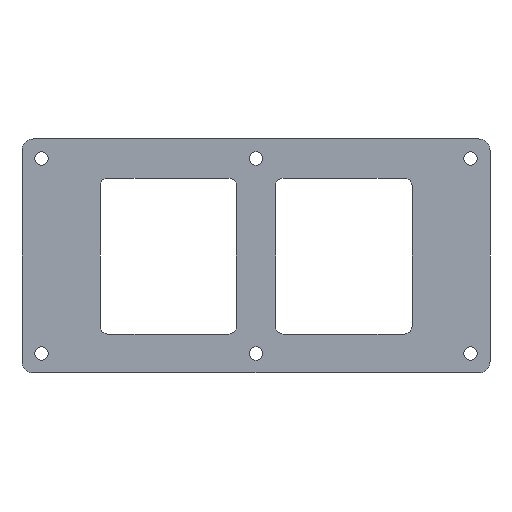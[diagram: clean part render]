
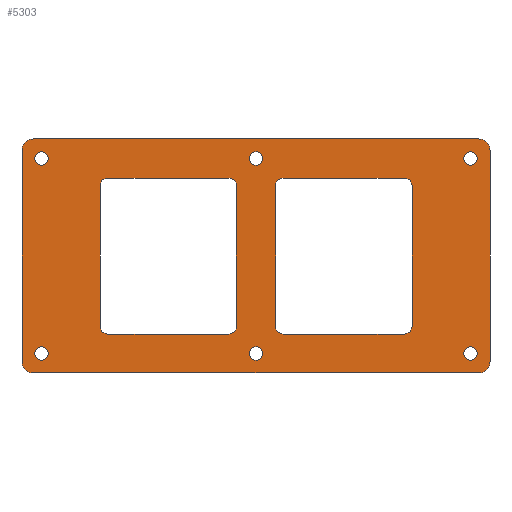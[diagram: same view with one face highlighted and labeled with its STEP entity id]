
A CAD part, front view. The second image highlights one B-rep face of the part: STEP entity #5303.
In plain terms, the highlighted planar face has unit normal (0, -1, 0).
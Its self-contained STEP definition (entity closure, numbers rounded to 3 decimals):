
#63=CIRCLE('',#5442,2.);
#64=CIRCLE('',#5445,2.);
#65=CIRCLE('',#5448,2.);
#66=CIRCLE('',#5451,2.);
#67=CIRCLE('',#5454,2.);
#68=CIRCLE('',#5457,2.);
#69=CIRCLE('',#5460,2.);
#70=CIRCLE('',#5463,2.);
#83=CIRCLE('',#5496,3.);
#84=CIRCLE('',#5499,3.);
#85=CIRCLE('',#5501,3.);
#86=CIRCLE('',#5502,3.);
#87=CIRCLE('',#5503,1.75);
#88=CIRCLE('',#5504,1.75);
#89=CIRCLE('',#5505,1.75);
#90=CIRCLE('',#5506,1.75);
#91=CIRCLE('',#5507,1.75);
#92=CIRCLE('',#5508,1.75);
#274=FACE_BOUND('',#879,.T.);
#275=FACE_BOUND('',#880,.T.);
#276=FACE_BOUND('',#881,.T.);
#277=FACE_BOUND('',#882,.T.);
#278=FACE_BOUND('',#883,.T.);
#279=FACE_BOUND('',#884,.T.);
#280=FACE_BOUND('',#885,.T.);
#281=FACE_BOUND('',#886,.T.);
#558=FACE_OUTER_BOUND('',#878,.T.);
#878=EDGE_LOOP('',(#4844,#4845,#4846,#4847,#4848,#4849,#4850,#4851));
#879=EDGE_LOOP('',(#4852,#4853,#4854,#4855,#4856,#4857,#4858,#4859));
#880=EDGE_LOOP('',(#4860,#4861,#4862,#4863,#4864,#4865,#4866,#4867));
#881=EDGE_LOOP('',(#4868));
#882=EDGE_LOOP('',(#4869));
#883=EDGE_LOOP('',(#4870));
#884=EDGE_LOOP('',(#4871));
#885=EDGE_LOOP('',(#4872));
#886=EDGE_LOOP('',(#4873));
#1578=LINE('',#10287,#2007);
#1581=LINE('',#10295,#2010);
#1584=LINE('',#10303,#2013);
#1586=LINE('',#10309,#2015);
#1590=LINE('',#10319,#2019);
#1593=LINE('',#10327,#2022);
#1596=LINE('',#10335,#2025);
#1598=LINE('',#10341,#2027);
#1608=LINE('',#10395,#2037);
#1612=LINE('',#10404,#2041);
#1614=LINE('',#10411,#2043);
#1615=LINE('',#10415,#2044);
#2007=VECTOR('',#6135,10.);
#2010=VECTOR('',#6144,10.);
#2013=VECTOR('',#6153,10.);
#2015=VECTOR('',#6161,10.);
#2019=VECTOR('',#6171,10.);
#2022=VECTOR('',#6180,10.);
#2025=VECTOR('',#6189,10.);
#2027=VECTOR('',#6197,10.);
#2037=VECTOR('',#6267,10.);
#2041=VECTOR('',#6277,10.);
#2043=VECTOR('',#6285,10.);
#2044=VECTOR('',#6288,10.);
#2532=VERTEX_POINT('',#10279);
#2533=VERTEX_POINT('',#10281);
#2534=VERTEX_POINT('',#10285);
#2535=VERTEX_POINT('',#10289);
#2536=VERTEX_POINT('',#10291);
#2537=VERTEX_POINT('',#10297);
#2538=VERTEX_POINT('',#10299);
#2539=VERTEX_POINT('',#10305);
#2540=VERTEX_POINT('',#10311);
#2541=VERTEX_POINT('',#10313);
#2542=VERTEX_POINT('',#10317);
#2543=VERTEX_POINT('',#10321);
#2544=VERTEX_POINT('',#10323);
#2545=VERTEX_POINT('',#10329);
#2546=VERTEX_POINT('',#10331);
#2547=VERTEX_POINT('',#10337);
#2560=VERTEX_POINT('',#10392);
#2561=VERTEX_POINT('',#10394);
#2562=VERTEX_POINT('',#10398);
#2563=VERTEX_POINT('',#10402);
#2564=VERTEX_POINT('',#10406);
#2565=VERTEX_POINT('',#10410);
#2566=VERTEX_POINT('',#10412);
#2567=VERTEX_POINT('',#10414);
#2568=VERTEX_POINT('',#10417);
#2569=VERTEX_POINT('',#10419);
#2570=VERTEX_POINT('',#10421);
#2571=VERTEX_POINT('',#10423);
#2572=VERTEX_POINT('',#10425);
#2573=VERTEX_POINT('',#10427);
#3275=EDGE_CURVE('',#2532,#2533,#63,.T.);
#3278=EDGE_CURVE('',#2532,#2534,#1578,.T.);
#3280=EDGE_CURVE('',#2535,#2536,#64,.T.);
#3282=EDGE_CURVE('',#2535,#2533,#1581,.T.);
#3284=EDGE_CURVE('',#2537,#2538,#65,.T.);
#3286=EDGE_CURVE('',#2537,#2536,#1584,.T.);
#3288=EDGE_CURVE('',#2539,#2534,#66,.T.);
#3289=EDGE_CURVE('',#2539,#2538,#1586,.T.);
#3291=EDGE_CURVE('',#2540,#2541,#67,.T.);
#3294=EDGE_CURVE('',#2540,#2542,#1590,.T.);
#3296=EDGE_CURVE('',#2543,#2544,#68,.T.);
#3298=EDGE_CURVE('',#2543,#2541,#1593,.T.);
#3300=EDGE_CURVE('',#2545,#2546,#69,.T.);
#3302=EDGE_CURVE('',#2545,#2544,#1596,.T.);
#3304=EDGE_CURVE('',#2547,#2542,#70,.T.);
#3305=EDGE_CURVE('',#2547,#2546,#1598,.T.);
#3327=EDGE_CURVE('',#2560,#2561,#1608,.T.);
#3330=EDGE_CURVE('',#2562,#2560,#83,.T.);
#3332=EDGE_CURVE('',#2563,#2562,#1612,.T.);
#3334=EDGE_CURVE('',#2564,#2563,#84,.T.);
#3335=EDGE_CURVE('',#2565,#2564,#1614,.T.);
#3336=EDGE_CURVE('',#2566,#2565,#85,.T.);
#3337=EDGE_CURVE('',#2567,#2566,#1615,.T.);
#3338=EDGE_CURVE('',#2561,#2567,#86,.T.);
#3339=EDGE_CURVE('',#2568,#2568,#87,.T.);
#3340=EDGE_CURVE('',#2569,#2569,#88,.T.);
#3341=EDGE_CURVE('',#2570,#2570,#89,.T.);
#3342=EDGE_CURVE('',#2571,#2571,#90,.T.);
#3343=EDGE_CURVE('',#2572,#2572,#91,.T.);
#3344=EDGE_CURVE('',#2573,#2573,#92,.T.);
#4844=ORIENTED_EDGE('',*,*,#3334,.F.);
#4845=ORIENTED_EDGE('',*,*,#3335,.F.);
#4846=ORIENTED_EDGE('',*,*,#3336,.F.);
#4847=ORIENTED_EDGE('',*,*,#3337,.F.);
#4848=ORIENTED_EDGE('',*,*,#3338,.F.);
#4849=ORIENTED_EDGE('',*,*,#3327,.F.);
#4850=ORIENTED_EDGE('',*,*,#3330,.F.);
#4851=ORIENTED_EDGE('',*,*,#3332,.F.);
#4852=ORIENTED_EDGE('',*,*,#3302,.T.);
#4853=ORIENTED_EDGE('',*,*,#3296,.F.);
#4854=ORIENTED_EDGE('',*,*,#3298,.T.);
#4855=ORIENTED_EDGE('',*,*,#3291,.F.);
#4856=ORIENTED_EDGE('',*,*,#3294,.T.);
#4857=ORIENTED_EDGE('',*,*,#3304,.F.);
#4858=ORIENTED_EDGE('',*,*,#3305,.T.);
#4859=ORIENTED_EDGE('',*,*,#3300,.F.);
#4860=ORIENTED_EDGE('',*,*,#3286,.T.);
#4861=ORIENTED_EDGE('',*,*,#3280,.F.);
#4862=ORIENTED_EDGE('',*,*,#3282,.T.);
#4863=ORIENTED_EDGE('',*,*,#3275,.F.);
#4864=ORIENTED_EDGE('',*,*,#3278,.T.);
#4865=ORIENTED_EDGE('',*,*,#3288,.F.);
#4866=ORIENTED_EDGE('',*,*,#3289,.T.);
#4867=ORIENTED_EDGE('',*,*,#3284,.F.);
#4868=ORIENTED_EDGE('',*,*,#3339,.F.);
#4869=ORIENTED_EDGE('',*,*,#3340,.F.);
#4870=ORIENTED_EDGE('',*,*,#3341,.F.);
#4871=ORIENTED_EDGE('',*,*,#3342,.F.);
#4872=ORIENTED_EDGE('',*,*,#3343,.F.);
#4873=ORIENTED_EDGE('',*,*,#3344,.F.);
#5024=PLANE('',#5500);
#5303=ADVANCED_FACE('',(#558,#274,#275,#276,#277,#278,#279,#280,#281),#5024,
 .F.);
#5442=AXIS2_PLACEMENT_3D('',#10282,#6129,#6130);
#5445=AXIS2_PLACEMENT_3D('',#10292,#6139,#6140);
#5448=AXIS2_PLACEMENT_3D('',#10300,#6148,#6149);
#5451=AXIS2_PLACEMENT_3D('',#10307,#6157,#6158);
#5454=AXIS2_PLACEMENT_3D('',#10314,#6165,#6166);
#5457=AXIS2_PLACEMENT_3D('',#10324,#6175,#6176);
#5460=AXIS2_PLACEMENT_3D('',#10332,#6184,#6185);
#5463=AXIS2_PLACEMENT_3D('',#10339,#6193,#6194);
#5496=AXIS2_PLACEMENT_3D('',#10400,#6272,#6273);
#5499=AXIS2_PLACEMENT_3D('',#10408,#6281,#6282);
#5500=AXIS2_PLACEMENT_3D('',#10409,#6283,#6284);
#5501=AXIS2_PLACEMENT_3D('',#10413,#6286,#6287);
#5502=AXIS2_PLACEMENT_3D('',#10416,#6289,#6290);
#5503=AXIS2_PLACEMENT_3D('',#10418,#6291,#6292);
#5504=AXIS2_PLACEMENT_3D('',#10420,#6293,#6294);
#5505=AXIS2_PLACEMENT_3D('',#10422,#6295,#6296);
#5506=AXIS2_PLACEMENT_3D('',#10424,#6297,#6298);
#5507=AXIS2_PLACEMENT_3D('',#10426,#6299,#6300);
#5508=AXIS2_PLACEMENT_3D('',#10428,#6301,#6302);
#6129=DIRECTION('center_axis',(0.,-1.,0.));
#6130=DIRECTION('ref_axis',(0.707,0.,0.707));
#6135=DIRECTION('',(0.,0.,-1.));
#6139=DIRECTION('center_axis',(0.,-1.,0.));
#6140=DIRECTION('ref_axis',(-0.707,0.,0.707));
#6144=DIRECTION('',(1.,0.,0.));
#6148=DIRECTION('center_axis',(0.,-1.,0.));
#6149=DIRECTION('ref_axis',(-0.707,0.,-0.707));
#6153=DIRECTION('',(0.,0.,1.));
#6157=DIRECTION('center_axis',(0.,-1.,0.));
#6158=DIRECTION('ref_axis',(0.707,0.,-0.707));
#6161=DIRECTION('',(-1.,0.,0.));
#6165=DIRECTION('center_axis',(0.,-1.,0.));
#6166=DIRECTION('ref_axis',(-0.707,0.,0.707));
#6171=DIRECTION('',(1.,0.,0.));
#6175=DIRECTION('center_axis',(0.,-1.,0.));
#6176=DIRECTION('ref_axis',(-0.707,0.,-0.707));
#6180=DIRECTION('',(0.,0.,1.));
#6184=DIRECTION('center_axis',(0.,-1.,0.));
#6185=DIRECTION('ref_axis',(0.707,0.,-0.707));
#6189=DIRECTION('',(-1.,0.,0.));
#6193=DIRECTION('center_axis',(0.,-1.,0.));
#6194=DIRECTION('ref_axis',(0.707,0.,0.707));
#6197=DIRECTION('',(0.,0.,-1.));
#6267=DIRECTION('',(-1.,0.,0.));
#6272=DIRECTION('center_axis',(0.,1.,0.));
#6273=DIRECTION('ref_axis',(0.707,0.,-0.707));
#6277=DIRECTION('',(0.,0.,-1.));
#6281=DIRECTION('center_axis',(0.,1.,0.));
#6282=DIRECTION('ref_axis',(0.707,0.,0.707));
#6283=DIRECTION('center_axis',(0.,1.,0.));
#6284=DIRECTION('ref_axis',(1.,0.,0.));
#6285=DIRECTION('',(1.,0.,0.));
#6286=DIRECTION('center_axis',(0.,1.,0.));
#6287=DIRECTION('ref_axis',(-0.707,0.,0.707));
#6288=DIRECTION('',(0.,0.,1.));
#6289=DIRECTION('center_axis',(0.,1.,0.));
#6290=DIRECTION('ref_axis',(-0.707,0.,-0.707));
#6291=DIRECTION('center_axis',(0.,-1.,0.));
#6292=DIRECTION('ref_axis',(1.,0.,0.));
#6293=DIRECTION('center_axis',(0.,-1.,0.));
#6294=DIRECTION('ref_axis',(1.,0.,0.));
#6295=DIRECTION('center_axis',(0.,-1.,0.));
#6296=DIRECTION('ref_axis',(1.,0.,0.));
#6297=DIRECTION('center_axis',(0.,-1.,0.));
#6298=DIRECTION('ref_axis',(1.,0.,0.));
#6299=DIRECTION('center_axis',(0.,-1.,0.));
#6300=DIRECTION('ref_axis',(1.,0.,0.));
#6301=DIRECTION('center_axis',(0.,-1.,0.));
#6302=DIRECTION('ref_axis',(1.,0.,0.));
#10279=CARTESIAN_POINT('',(55.,0.,-12.));
#10281=CARTESIAN_POINT('',(53.,0.,-10.));
#10282=CARTESIAN_POINT('Origin',(53.,0.,-12.));
#10285=CARTESIAN_POINT('',(55.,0.,-48.));
#10287=CARTESIAN_POINT('',(55.,0.,-40.));
#10289=CARTESIAN_POINT('',(22.,0.,-10.));
#10291=CARTESIAN_POINT('',(20.,0.,-12.));
#10292=CARTESIAN_POINT('Origin',(22.,0.,-12.));
#10295=CARTESIAN_POINT('',(57.5,0.,-10.));
#10297=CARTESIAN_POINT('',(20.,0.,-48.));
#10299=CARTESIAN_POINT('',(22.,0.,-50.));
#10300=CARTESIAN_POINT('Origin',(22.,0.,-48.));
#10303=CARTESIAN_POINT('',(20.,0.,-20.));
#10305=CARTESIAN_POINT('',(53.,0.,-50.));
#10307=CARTESIAN_POINT('Origin',(53.,0.,-48.));
#10309=CARTESIAN_POINT('',(40.,0.,-50.));
#10311=CARTESIAN_POINT('',(67.,0.,-10.));
#10313=CARTESIAN_POINT('',(65.,0.,-12.));
#10314=CARTESIAN_POINT('Origin',(67.,0.,-12.));
#10317=CARTESIAN_POINT('',(98.,0.,-10.));
#10319=CARTESIAN_POINT('',(80.,0.,-10.));
#10321=CARTESIAN_POINT('',(65.,0.,-48.));
#10323=CARTESIAN_POINT('',(67.,0.,-50.));
#10324=CARTESIAN_POINT('Origin',(67.,0.,-48.));
#10327=CARTESIAN_POINT('',(65.,0.,-20.));
#10329=CARTESIAN_POINT('',(98.,0.,-50.));
#10331=CARTESIAN_POINT('',(100.,0.,-48.));
#10332=CARTESIAN_POINT('Origin',(98.,0.,-48.));
#10335=CARTESIAN_POINT('',(62.5,0.,-50.));
#10337=CARTESIAN_POINT('',(100.,0.,-12.));
#10339=CARTESIAN_POINT('Origin',(98.,0.,-12.));
#10341=CARTESIAN_POINT('',(100.,0.,-40.));
#10392=CARTESIAN_POINT('',(117.,0.,-60.));
#10394=CARTESIAN_POINT('',(3.,0.,-60.));
#10395=CARTESIAN_POINT('',(120.,0.,-60.));
#10398=CARTESIAN_POINT('',(120.,0.,-57.));
#10400=CARTESIAN_POINT('Origin',(117.,0.,-57.));
#10402=CARTESIAN_POINT('',(120.,0.,-3.));
#10404=CARTESIAN_POINT('',(120.,0.,0.));
#10406=CARTESIAN_POINT('',(117.,0.,0.));
#10408=CARTESIAN_POINT('Origin',(117.,0.,-3.));
#10409=CARTESIAN_POINT('Origin',(60.,0.,-30.));
#10410=CARTESIAN_POINT('',(3.,0.,0.));
#10411=CARTESIAN_POINT('',(0.,0.,0.));
#10412=CARTESIAN_POINT('',(0.,0.,-3.));
#10413=CARTESIAN_POINT('Origin',(3.,0.,-3.));
#10414=CARTESIAN_POINT('',(0.,0.,-57.));
#10415=CARTESIAN_POINT('',(0.,0.,-60.));
#10416=CARTESIAN_POINT('Origin',(3.,0.,-57.));
#10417=CARTESIAN_POINT('',(58.25,0.,-55.));
#10418=CARTESIAN_POINT('Origin',(60.,0.,-55.));
#10419=CARTESIAN_POINT('',(3.25,0.,-5.));
#10420=CARTESIAN_POINT('Origin',(5.,0.,-5.));
#10421=CARTESIAN_POINT('',(3.25,0.,-55.));
#10422=CARTESIAN_POINT('Origin',(5.,0.,-55.));
#10423=CARTESIAN_POINT('',(113.25,0.,-55.));
#10424=CARTESIAN_POINT('Origin',(115.,0.,-55.));
#10425=CARTESIAN_POINT('',(58.25,0.,-5.));
#10426=CARTESIAN_POINT('Origin',(60.,0.,-5.));
#10427=CARTESIAN_POINT('',(113.25,0.,-5.));
#10428=CARTESIAN_POINT('Origin',(115.,0.,-5.));
